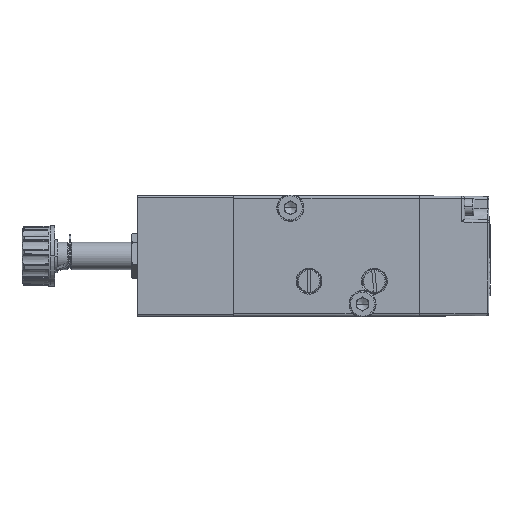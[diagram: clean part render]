
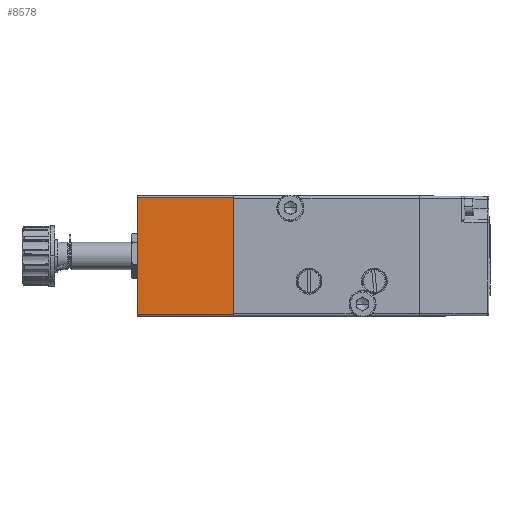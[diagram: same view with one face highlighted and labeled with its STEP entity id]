
A CAD part, top view. The second image highlights one B-rep face of the part: STEP entity #8578.
In plain terms, the highlighted planar face has unit normal (0, 0, 1).
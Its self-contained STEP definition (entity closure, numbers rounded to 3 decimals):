
#252 = ORIENTED_EDGE ( 'NONE', *, *, #64448, .T. ) ;
#1750 = DIRECTION ( 'NONE',  ( 1., 0., 0. ) ) ;
#4985 = ORIENTED_EDGE ( 'NONE', *, *, #86883, .F. ) ;
#5978 = VERTEX_POINT ( 'NONE', #21895 ) ;
#8578 = ADVANCED_FACE ( 'NONE', ( #80412 ), #62561, .F. ) ;
#12139 = DIRECTION ( 'NONE',  ( 0., 1., 0. ) ) ;
#15759 = DIRECTION ( 'NONE',  ( -1., 0., 0. ) ) ;
#15963 = DIRECTION ( 'NONE',  ( 0., 0., -1. ) ) ;
#18540 = EDGE_CURVE ( 'NONE', #73042, #5978, #64149, .T. ) ;
#21895 = CARTESIAN_POINT ( 'NONE',  ( -63., 0.5, 25. ) ) ;
#22121 = CARTESIAN_POINT ( 'NONE',  ( -63., 39.5, 25. ) ) ;
#27329 = CARTESIAN_POINT ( 'NONE',  ( -31., 0., 25. ) ) ;
#29380 = VERTEX_POINT ( 'NONE', #31087 ) ;
#31087 = CARTESIAN_POINT ( 'NONE',  ( -31., 39.5, 25. ) ) ;
#34022 = DIRECTION ( 'NONE',  ( 0., 1., 0. ) ) ;
#34738 = LINE ( 'NONE', #85310, #86023 ) ;
#40827 = VERTEX_POINT ( 'NONE', #22121 ) ;
#45353 = CARTESIAN_POINT ( 'NONE',  ( -31., 0.5, 25. ) ) ;
#47354 = ORIENTED_EDGE ( 'NONE', *, *, #74082, .F. ) ;
#48488 = VECTOR ( 'NONE', #15759, 1000. ) ;
#48592 = CARTESIAN_POINT ( 'NONE',  ( -31., 39.5, 25. ) ) ;
#51688 = ORIENTED_EDGE ( 'NONE', *, *, #18540, .F. ) ;
#55775 = VECTOR ( 'NONE', #34022, 1000. ) ;
#56121 = CARTESIAN_POINT ( 'NONE',  ( -31., 40., 25. ) ) ;
#58246 = LINE ( 'NONE', #48592, #78115 ) ;
#62561 = PLANE ( 'NONE',  #66164 ) ;
#62838 = DIRECTION ( 'NONE',  ( 0., 1., 0. ) ) ;
#64149 = LINE ( 'NONE', #75792, #48488 ) ;
#64448 = EDGE_CURVE ( 'NONE', #73042, #29380, #73558, .T. ) ;
#66164 = AXIS2_PLACEMENT_3D ( 'NONE', #56121, #15963, #62838 ) ;
#72113 = EDGE_LOOP ( 'NONE', ( #47354, #4985, #51688, #252 ) ) ;
#73042 = VERTEX_POINT ( 'NONE', #45353 ) ;
#73558 = LINE ( 'NONE', #27329, #55775 ) ;
#74082 = EDGE_CURVE ( 'NONE', #40827, #29380, #58246, .T. ) ;
#75792 = CARTESIAN_POINT ( 'NONE',  ( -31., 0.5, 25. ) ) ;
#78115 = VECTOR ( 'NONE', #1750, 1000. ) ;
#80412 = FACE_OUTER_BOUND ( 'NONE', #72113, .T. ) ;
#85310 = CARTESIAN_POINT ( 'NONE',  ( -63., 0., 25. ) ) ;
#86023 = VECTOR ( 'NONE', #12139, 1000. ) ;
#86883 = EDGE_CURVE ( 'NONE', #5978, #40827, #34738, .T. ) ;
